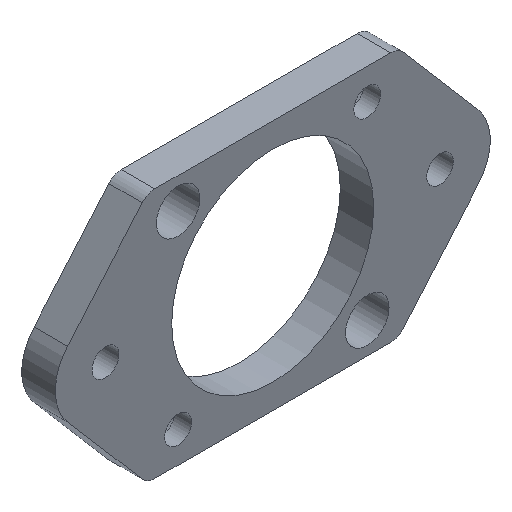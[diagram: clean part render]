
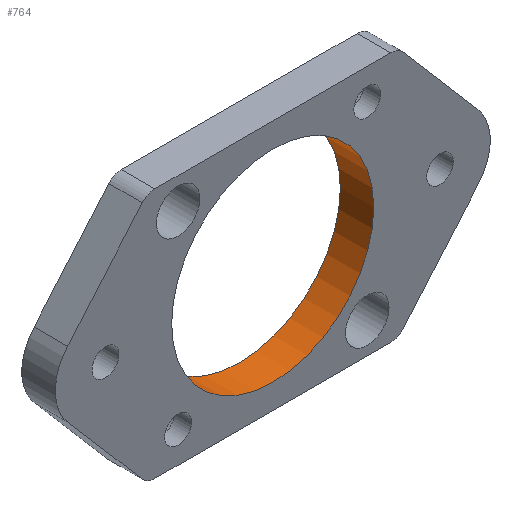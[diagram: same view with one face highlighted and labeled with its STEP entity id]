
A CAD part, isometric view. The second image highlights one B-rep face of the part: STEP entity #764.
In plain terms, the highlighted cylindrical face has radius 19.177 mm (diameter 38.354 mm), a full revolution.
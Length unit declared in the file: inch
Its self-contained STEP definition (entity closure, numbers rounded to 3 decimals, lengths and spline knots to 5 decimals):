
#25 = EDGE_LOOP ( 'NONE', ( #275 ) ) ;
#95 = AXIS2_PLACEMENT_3D ( 'NONE', #498, #497, #495 ) ;
#112 = CIRCLE ( 'NONE', #153, 0.755 ) ;
#125 = EDGE_LOOP ( 'NONE', ( #276 ) ) ;
#139 = CIRCLE ( 'NONE', #299, 0.755 ) ;
#153 = AXIS2_PLACEMENT_3D ( 'NONE', #512, #511, #508 ) ;
#167 = EDGE_CURVE ( 'NONE', #432, #432, #139, .T. ) ;
#275 = ORIENTED_EDGE ( 'NONE', *, *, #749, .T. ) ;
#276 = ORIENTED_EDGE ( 'NONE', *, *, #167, .F. ) ;
#299 = AXIS2_PLACEMENT_3D ( 'NONE', #634, #635, #637 ) ;
#384 = CARTESIAN_POINT ( 'NONE',  ( 0., 0.25, 0.755 ) ) ;
#385 = VERTEX_POINT ( 'NONE', #384 ) ;
#426 = CARTESIAN_POINT ( 'NONE',  ( 0., 0., 0.755 ) ) ;
#432 = VERTEX_POINT ( 'NONE', #426 ) ;
#495 = DIRECTION ( 'NONE',  ( 0., 0., -1. ) ) ;
#497 = DIRECTION ( 'NONE',  ( 0., -1., 0. ) ) ;
#498 = CARTESIAN_POINT ( 'NONE',  ( 0., 0.25, 0. ) ) ;
#502 = CYLINDRICAL_SURFACE ( 'NONE', #95, 0.755 ) ;
#504 = FACE_OUTER_BOUND ( 'NONE', #125, .T. ) ;
#506 = FACE_OUTER_BOUND ( 'NONE', #25, .T. ) ;
#508 = DIRECTION ( 'NONE',  ( 0., 0., 1. ) ) ;
#511 = DIRECTION ( 'NONE',  ( 0., 1., 0. ) ) ;
#512 = CARTESIAN_POINT ( 'NONE',  ( 0., 0.25, 0. ) ) ;
#634 = CARTESIAN_POINT ( 'NONE',  ( 0., 0., 0. ) ) ;
#635 = DIRECTION ( 'NONE',  ( 0., 1., 0. ) ) ;
#637 = DIRECTION ( 'NONE',  ( 0., 0., 1. ) ) ;
#749 = EDGE_CURVE ( 'NONE', #385, #385, #112, .T. ) ;
#764 = ADVANCED_FACE ( 'NONE', ( #506, #504 ), #502, .F. ) ;
